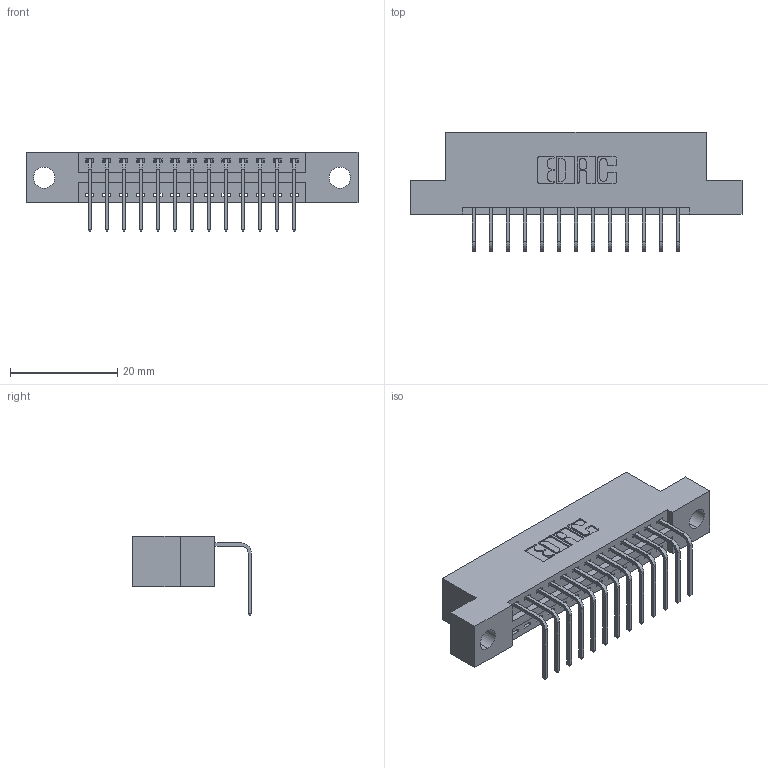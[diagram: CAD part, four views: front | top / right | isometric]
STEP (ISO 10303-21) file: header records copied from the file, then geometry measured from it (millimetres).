
FILE_DESCRIPTION (( 'STEP AP203' ), '1' );
FILE_NAME ('396-013-558-104.STEP', '2018-08-31T08:33:04', ( '' ), ( '' ), 'SwSTEP 2.0', 'SolidWorks 2016', '' );
FILE_SCHEMA (( 'CONFIG_CONTROL_DESIGN' ));
Length unit declared in the file: inch
Products named in the file (3): 345-292-001_558 Tail - 2; 396-013-558-104; 346 Part_Flush Mounting Lugs - 0.156 Dia-TH
Assembly tree (14 placements, depth 2):
  396-013-558-104
    346 Part_Flush Mounting Lugs - 0.156 Dia-TH
    345-292-001_558 Tail - 2  x13
Bounding box: 61.85 x 22.16 x 14.73 mm (x, y, z)
Volume: 5676 mm3; surface area: 6844.7 mm2
Topology: 14 solids, 14 shells, 902 faces, 2695 edges, 1778 vertices
Faces by surface type: plane 622, cylinder 280
Entity records: 12059 total; most frequent: CARTESIAN_POINT 2083, ORIENTED_EDGE 2030, DIRECTION 1873, EDGE_CURVE 1015, VECTOR 831, LINE 831, VERTEX_POINT 674, AXIS2_PLACEMENT_3D 521
